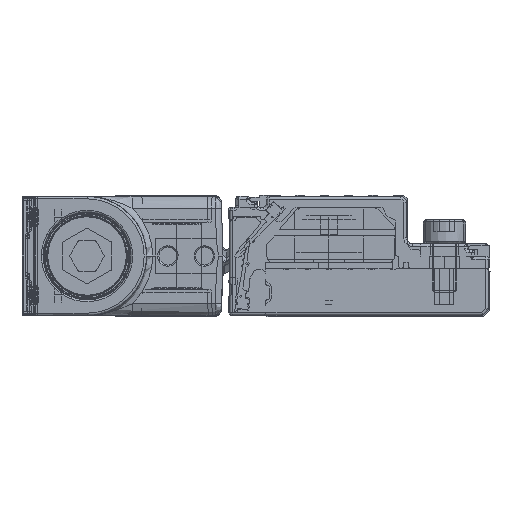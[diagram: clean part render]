
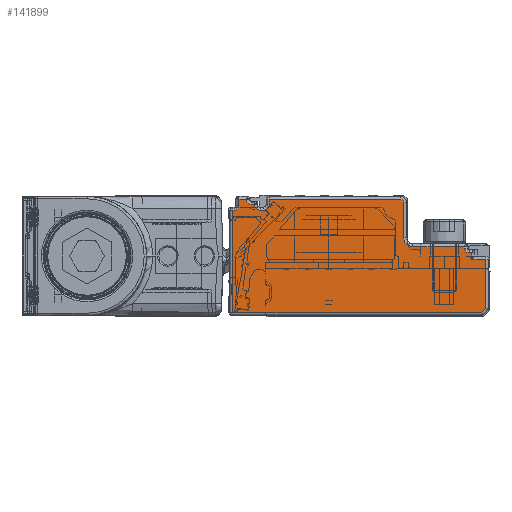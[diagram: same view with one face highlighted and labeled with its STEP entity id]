
A CAD part, left-side view. The second image highlights one B-rep face of the part: STEP entity #141899.
In plain terms, the highlighted planar face has unit normal (-1, 0, 0).
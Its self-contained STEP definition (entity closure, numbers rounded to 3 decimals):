
#141617=AXIS2_PLACEMENT_3D('Circle Axis2P3D',#141615,#141616,$) ;
#141756=AXIS2_PLACEMENT_3D('Plane Axis2P3D',#141753,#141754,#141755) ;
#141779=AXIS2_PLACEMENT_3D('Circle Axis2P3D',#141777,#141778,$) ;
#141793=AXIS2_PLACEMENT_3D('Circle Axis2P3D',#141791,#141792,$) ;
#141814=AXIS2_PLACEMENT_3D('Circle Axis2P3D',#141812,#141813,$) ;
#141828=AXIS2_PLACEMENT_3D('Circle Axis2P3D',#141826,#141827,$) ;
#141842=AXIS2_PLACEMENT_3D('Circle Axis2P3D',#141840,#141841,$) ;
#141863=AXIS2_PLACEMENT_3D('Circle Axis2P3D',#141861,#141862,$) ;
#138242=CARTESIAN_POINT('Vertex',(-2078.,42.3,-7.3)) ;
#138245=CARTESIAN_POINT('Line Origine',(-2078.,42.3,2.)) ;
#138249=CARTESIAN_POINT('Vertex',(-2078.,42.3,9.5)) ;
#138573=CARTESIAN_POINT('Vertex',(-2078.,1.407,-7.3)) ;
#138576=CARTESIAN_POINT('Line Origine',(-2078.,23.168,-7.3)) ;
#138613=CARTESIAN_POINT('Vertex',(-2078.,0.7,-6.593)) ;
#138616=CARTESIAN_POINT('Line Origine',(-2078.,-1.246,-4.646)) ;
#138653=CARTESIAN_POINT('Vertex',(-2078.,0.7,1.5)) ;
#138656=CARTESIAN_POINT('Line Origine',(-2078.,0.7,2.)) ;
#141532=CARTESIAN_POINT('Vertex',(-2078.,3.,2.5)) ;
#141588=CARTESIAN_POINT('Vertex',(-2078.,3.4,2.5)) ;
#141591=CARTESIAN_POINT('Line Origine',(-2078.,21.5,2.5)) ;
#141612=CARTESIAN_POINT('Vertex',(-2078.,4.2,3.3)) ;
#141615=CARTESIAN_POINT('Axis2P3D Location',(-2078.,3.4,3.3)) ;
#141738=CARTESIAN_POINT('Vertex',(-2078.,3.,1.5)) ;
#141741=CARTESIAN_POINT('Line Origine',(-2078.,21.5,1.5)) ;
#141753=CARTESIAN_POINT('Axis2P3D Location',(-2078.,0.2,-7.8)) ;
#141758=CARTESIAN_POINT('Line Origine',(-2078.,3.,2.)) ;
#141763=CARTESIAN_POINT('Line Origine',(-2078.,4.2,3.4)) ;
#141767=CARTESIAN_POINT('Vertex',(-2078.,4.2,3.5)) ;
#141770=CARTESIAN_POINT('Line Origine',(-2078.,8.45,3.5)) ;
#141774=CARTESIAN_POINT('Vertex',(-2078.,12.7,3.5)) ;
#141777=CARTESIAN_POINT('Axis2P3D Location',(-2078.,12.7,5.)) ;
#141781=CARTESIAN_POINT('Vertex',(-2078.,14.2,5.)) ;
#141784=CARTESIAN_POINT('Line Origine',(-2078.,14.2,7.9)) ;
#141788=CARTESIAN_POINT('Vertex',(-2078.,14.2,10.8)) ;
#141791=CARTESIAN_POINT('Axis2P3D Location',(-2078.,14.7,10.8)) ;
#141795=CARTESIAN_POINT('Vertex',(-2078.,14.7,11.3)) ;
#141798=CARTESIAN_POINT('Line Origine',(-2078.,25.5,11.3)) ;
#141802=CARTESIAN_POINT('Vertex',(-2078.,36.3,11.3)) ;
#141805=CARTESIAN_POINT('Line Origine',(-2078.,36.3,10.9)) ;
#141809=CARTESIAN_POINT('Vertex',(-2078.,36.3,10.5)) ;
#141812=CARTESIAN_POINT('Axis2P3D Location',(-2078.,37.3,10.5)) ;
#141816=CARTESIAN_POINT('Vertex',(-2078.,37.3,9.5)) ;
#141819=CARTESIAN_POINT('Line Origine',(-2078.,37.55,9.5)) ;
#141823=CARTESIAN_POINT('Vertex',(-2078.,37.8,9.5)) ;
#141826=CARTESIAN_POINT('Axis2P3D Location',(-2078.,37.8,10.5)) ;
#141830=CARTESIAN_POINT('Vertex',(-2078.,38.8,10.5)) ;
#141833=CARTESIAN_POINT('Line Origine',(-2078.,39.05,10.5)) ;
#141837=CARTESIAN_POINT('Vertex',(-2078.,39.3,10.5)) ;
#141840=CARTESIAN_POINT('Axis2P3D Location',(-2078.,39.3,11.3)) ;
#141844=CARTESIAN_POINT('Vertex',(-2078.,40.1,11.3)) ;
#141847=CARTESIAN_POINT('Line Origine',(-2078.,40.7,11.3)) ;
#141851=CARTESIAN_POINT('Vertex',(-2078.,41.3,11.3)) ;
#141854=CARTESIAN_POINT('Line Origine',(-2078.,41.3,10.8)) ;
#141858=CARTESIAN_POINT('Vertex',(-2078.,41.3,10.3)) ;
#141861=CARTESIAN_POINT('Axis2P3D Location',(-2078.,42.1,10.3)) ;
#141865=CARTESIAN_POINT('Vertex',(-2078.,42.1,9.5)) ;
#141868=CARTESIAN_POINT('Line Origine',(-2078.,42.2,9.5)) ;
#138246=DIRECTION('Vector Direction',(0.,0.,1.)) ;
#138577=DIRECTION('Vector Direction',(0.,1.,0.)) ;
#138617=DIRECTION('Vector Direction',(0.,0.707,-0.707)) ;
#138657=DIRECTION('Vector Direction',(0.,0.,-1.)) ;
#141592=DIRECTION('Vector Direction',(0.,-1.,0.)) ;
#141616=DIRECTION('Axis2P3D Direction',(1.,0.,0.)) ;
#141742=DIRECTION('Vector Direction',(0.,-1.,0.)) ;
#141754=DIRECTION('Axis2P3D Direction',(-1.,0.,0.)) ;
#141755=DIRECTION('Axis2P3D XDirection',(0.,0.,1.)) ;
#141759=DIRECTION('Vector Direction',(0.,0.,1.)) ;
#141764=DIRECTION('Vector Direction',(0.,0.,-1.)) ;
#141771=DIRECTION('Vector Direction',(0.,1.,0.)) ;
#141778=DIRECTION('Axis2P3D Direction',(-1.,0.,0.)) ;
#141785=DIRECTION('Vector Direction',(0.,0.,1.)) ;
#141792=DIRECTION('Axis2P3D Direction',(-1.,0.,0.)) ;
#141799=DIRECTION('Vector Direction',(0.,1.,0.)) ;
#141806=DIRECTION('Vector Direction',(0.,0.,-1.)) ;
#141813=DIRECTION('Axis2P3D Direction',(-1.,0.,0.)) ;
#141820=DIRECTION('Vector Direction',(0.,1.,0.)) ;
#141827=DIRECTION('Axis2P3D Direction',(-1.,0.,0.)) ;
#141834=DIRECTION('Vector Direction',(0.,-1.,0.)) ;
#141841=DIRECTION('Axis2P3D Direction',(-1.,0.,0.)) ;
#141848=DIRECTION('Vector Direction',(0.,1.,0.)) ;
#141855=DIRECTION('Vector Direction',(0.,0.,-1.)) ;
#141862=DIRECTION('Axis2P3D Direction',(-1.,0.,0.)) ;
#141869=DIRECTION('Vector Direction',(0.,1.,0.)) ;
#138247=VECTOR('Line Direction',#138246,1.) ;
#138578=VECTOR('Line Direction',#138577,1.) ;
#138618=VECTOR('Line Direction',#138617,1.) ;
#138658=VECTOR('Line Direction',#138657,1.) ;
#141593=VECTOR('Line Direction',#141592,1.) ;
#141743=VECTOR('Line Direction',#141742,1.) ;
#141760=VECTOR('Line Direction',#141759,1.) ;
#141765=VECTOR('Line Direction',#141764,1.) ;
#141772=VECTOR('Line Direction',#141771,1.) ;
#141786=VECTOR('Line Direction',#141785,1.) ;
#141800=VECTOR('Line Direction',#141799,1.) ;
#141807=VECTOR('Line Direction',#141806,1.) ;
#141821=VECTOR('Line Direction',#141820,1.) ;
#141835=VECTOR('Line Direction',#141834,1.) ;
#141849=VECTOR('Line Direction',#141848,1.) ;
#141856=VECTOR('Line Direction',#141855,1.) ;
#141870=VECTOR('Line Direction',#141869,1.) ;
#141874=ORIENTED_EDGE('',*,*,#141762,.T.) ;
#141875=ORIENTED_EDGE('',*,*,#141595,.T.) ;
#141876=ORIENTED_EDGE('',*,*,#141619,.T.) ;
#141877=ORIENTED_EDGE('',*,*,#141769,.T.) ;
#141878=ORIENTED_EDGE('',*,*,#141776,.T.) ;
#141879=ORIENTED_EDGE('',*,*,#141783,.T.) ;
#141880=ORIENTED_EDGE('',*,*,#141790,.T.) ;
#141881=ORIENTED_EDGE('',*,*,#141797,.T.) ;
#141882=ORIENTED_EDGE('',*,*,#141804,.T.) ;
#141883=ORIENTED_EDGE('',*,*,#141811,.T.) ;
#141884=ORIENTED_EDGE('',*,*,#141818,.T.) ;
#141885=ORIENTED_EDGE('',*,*,#141825,.T.) ;
#141886=ORIENTED_EDGE('',*,*,#141832,.T.) ;
#141887=ORIENTED_EDGE('',*,*,#141839,.T.) ;
#141888=ORIENTED_EDGE('',*,*,#141846,.T.) ;
#141889=ORIENTED_EDGE('',*,*,#141853,.T.) ;
#141890=ORIENTED_EDGE('',*,*,#141860,.T.) ;
#141891=ORIENTED_EDGE('',*,*,#141867,.T.) ;
#141892=ORIENTED_EDGE('',*,*,#141872,.T.) ;
#141893=ORIENTED_EDGE('',*,*,#138251,.T.) ;
#141894=ORIENTED_EDGE('',*,*,#138580,.T.) ;
#141895=ORIENTED_EDGE('',*,*,#138620,.T.) ;
#141896=ORIENTED_EDGE('',*,*,#138660,.T.) ;
#141897=ORIENTED_EDGE('',*,*,#141745,.T.) ;
#141899=ADVANCED_FACE('\X2\FF8AFF9FFF70FF82\X0\ \X2\FF8EFF9EFF83FF9EFF68FF70\X0\',(#141898),#141757,.T.) ;
#141618=CIRCLE('generated circle',#141617,0.8) ;
#141780=CIRCLE('generated circle',#141779,1.5) ;
#141794=CIRCLE('generated circle',#141793,0.5) ;
#141815=CIRCLE('generated circle',#141814,1.) ;
#141829=CIRCLE('generated circle',#141828,1.) ;
#141843=CIRCLE('generated circle',#141842,0.8) ;
#141864=CIRCLE('generated circle',#141863,0.8) ;
#138251=EDGE_CURVE('',#138250,#138243,#138248,.F.) ;
#138580=EDGE_CURVE('',#138243,#138574,#138579,.F.) ;
#138620=EDGE_CURVE('',#138574,#138614,#138619,.F.) ;
#138660=EDGE_CURVE('',#138614,#138654,#138659,.F.) ;
#141595=EDGE_CURVE('',#141533,#141589,#141594,.F.) ;
#141619=EDGE_CURVE('',#141589,#141613,#141618,.T.) ;
#141745=EDGE_CURVE('',#138654,#141739,#141744,.F.) ;
#141762=EDGE_CURVE('',#141739,#141533,#141761,.T.) ;
#141769=EDGE_CURVE('',#141613,#141768,#141766,.F.) ;
#141776=EDGE_CURVE('',#141768,#141775,#141773,.T.) ;
#141783=EDGE_CURVE('',#141775,#141782,#141780,.F.) ;
#141790=EDGE_CURVE('',#141782,#141789,#141787,.T.) ;
#141797=EDGE_CURVE('',#141789,#141796,#141794,.T.) ;
#141804=EDGE_CURVE('',#141796,#141803,#141801,.T.) ;
#141811=EDGE_CURVE('',#141803,#141810,#141808,.T.) ;
#141818=EDGE_CURVE('',#141810,#141817,#141815,.F.) ;
#141825=EDGE_CURVE('',#141817,#141824,#141822,.T.) ;
#141832=EDGE_CURVE('',#141824,#141831,#141829,.F.) ;
#141839=EDGE_CURVE('',#141831,#141838,#141836,.F.) ;
#141846=EDGE_CURVE('',#141838,#141845,#141843,.F.) ;
#141853=EDGE_CURVE('',#141845,#141852,#141850,.T.) ;
#141860=EDGE_CURVE('',#141852,#141859,#141857,.T.) ;
#141867=EDGE_CURVE('',#141859,#141866,#141864,.F.) ;
#141872=EDGE_CURVE('',#141866,#138250,#141871,.T.) ;
#141873=EDGE_LOOP('',(#141874,#141875,#141876,#141877,#141878,#141879,#141880,#141881,#141882,#141883,#141884,#141885,#141886,#141887,#141888,#141889,#141890,#141891,#141892,#141893,#141894,#141895,#141896,#141897)) ;
#141898=FACE_OUTER_BOUND('',#141873,.T.) ;
#138248=LINE('Line',#138245,#138247) ;
#138579=LINE('Line',#138576,#138578) ;
#138619=LINE('Line',#138616,#138618) ;
#138659=LINE('Line',#138656,#138658) ;
#141594=LINE('Line',#141591,#141593) ;
#141744=LINE('Line',#141741,#141743) ;
#141761=LINE('Line',#141758,#141760) ;
#141766=LINE('Line',#141763,#141765) ;
#141773=LINE('Line',#141770,#141772) ;
#141787=LINE('Line',#141784,#141786) ;
#141801=LINE('Line',#141798,#141800) ;
#141808=LINE('Line',#141805,#141807) ;
#141822=LINE('Line',#141819,#141821) ;
#141836=LINE('Line',#141833,#141835) ;
#141850=LINE('Line',#141847,#141849) ;
#141857=LINE('Line',#141854,#141856) ;
#141871=LINE('Line',#141868,#141870) ;
#141757=PLANE('',#141756) ;
#138243=VERTEX_POINT('',#138242) ;
#138250=VERTEX_POINT('',#138249) ;
#138574=VERTEX_POINT('',#138573) ;
#138614=VERTEX_POINT('',#138613) ;
#138654=VERTEX_POINT('',#138653) ;
#141533=VERTEX_POINT('',#141532) ;
#141589=VERTEX_POINT('',#141588) ;
#141613=VERTEX_POINT('',#141612) ;
#141739=VERTEX_POINT('',#141738) ;
#141768=VERTEX_POINT('',#141767) ;
#141775=VERTEX_POINT('',#141774) ;
#141782=VERTEX_POINT('',#141781) ;
#141789=VERTEX_POINT('',#141788) ;
#141796=VERTEX_POINT('',#141795) ;
#141803=VERTEX_POINT('',#141802) ;
#141810=VERTEX_POINT('',#141809) ;
#141817=VERTEX_POINT('',#141816) ;
#141824=VERTEX_POINT('',#141823) ;
#141831=VERTEX_POINT('',#141830) ;
#141838=VERTEX_POINT('',#141837) ;
#141845=VERTEX_POINT('',#141844) ;
#141852=VERTEX_POINT('',#141851) ;
#141859=VERTEX_POINT('',#141858) ;
#141866=VERTEX_POINT('',#141865) ;
